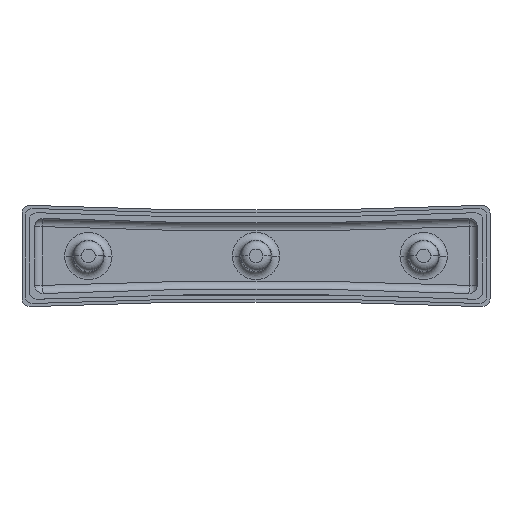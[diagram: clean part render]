
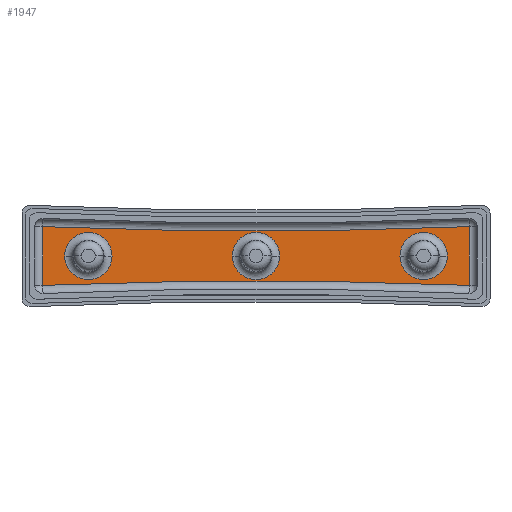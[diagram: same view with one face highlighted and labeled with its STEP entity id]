
A CAD part, top view. The second image highlights one B-rep face of the part: STEP entity #1947.
In plain terms, the highlighted planar face has unit normal (0, 0, 1).
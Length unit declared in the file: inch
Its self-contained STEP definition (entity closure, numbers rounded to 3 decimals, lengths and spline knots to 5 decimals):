
#28 = VERTEX_POINT ( 'NONE', #1841 ) ;
#29 = VECTOR ( 'NONE', #494, 39.37008 ) ;
#31 = FACE_BOUND ( 'NONE', #612, .T. ) ;
#86 = DIRECTION ( 'NONE',  ( 0., 0., -1. ) ) ;
#118 = AXIS2_PLACEMENT_3D ( 'NONE', #245, #1599, #427 ) ;
#175 = CARTESIAN_POINT ( 'NONE',  ( 0., -50.45126, 0.06 ) ) ;
#188 = PLANE ( 'NONE',  #562 ) ;
#211 = VERTEX_POINT ( 'NONE', #1095 ) ;
#245 = CARTESIAN_POINT ( 'NONE',  ( 0., 0., 0.06 ) ) ;
#297 = DIRECTION ( 'NONE',  ( 0., 0., -1. ) ) ;
#298 = VERTEX_POINT ( 'NONE', #862 ) ;
#308 = VERTEX_POINT ( 'NONE', #1711 ) ;
#327 = CARTESIAN_POINT ( 'NONE',  ( 0.23442, 0., 0.06 ) ) ;
#360 = EDGE_CURVE ( 'NONE', #1750, #308, #1420, .T. ) ;
#378 = EDGE_CURVE ( 'NONE', #441, #298, #1431, .T. ) ;
#387 = DIRECTION ( 'NONE',  ( 1., 0., 0. ) ) ;
#427 = DIRECTION ( 'NONE',  ( 1., 0., 0. ) ) ;
#441 = VERTEX_POINT ( 'NONE', #1406 ) ;
#494 = DIRECTION ( 'NONE',  ( 0., 1., 0. ) ) ;
#554 = CARTESIAN_POINT ( 'NONE',  ( 1.66, 0., 0.06 ) ) ;
#562 = AXIS2_PLACEMENT_3D ( 'NONE', #175, #1240, #868 ) ;
#576 = EDGE_CURVE ( 'NONE', #211, #28, #787, .T. ) ;
#611 = ORIENTED_EDGE ( 'NONE', *, *, #1397, .T. ) ;
#612 = EDGE_LOOP ( 'NONE', ( #1782, #812 ) ) ;
#616 = DIRECTION ( 'NONE',  ( 1., 0., 0. ) ) ;
#634 = VERTEX_POINT ( 'NONE', #1658 ) ;
#646 = CARTESIAN_POINT ( 'NONE',  ( 1.66, 0., 0.06 ) ) ;
#661 = DIRECTION ( 'NONE',  ( 1., 0., 0. ) ) ;
#721 = FACE_BOUND ( 'NONE', #2144, .T. ) ;
#736 = ORIENTED_EDGE ( 'NONE', *, *, #378, .T. ) ;
#752 = CARTESIAN_POINT ( 'NONE',  ( 0., 50.45126, 0.06 ) ) ;
#753 = DIRECTION ( 'NONE',  ( 0., 0., -1. ) ) ;
#787 = LINE ( 'NONE', #1808, #29 ) ;
#812 = ORIENTED_EDGE ( 'NONE', *, *, #360, .T. ) ;
#837 = EDGE_CURVE ( 'NONE', #999, #1826, #1846, .T. ) ;
#858 = DIRECTION ( 'NONE',  ( 0., -1., 0. ) ) ;
#862 = CARTESIAN_POINT ( 'NONE',  ( 1.42558, 0., 0.06 ) ) ;
#868 = DIRECTION ( 'NONE',  ( 1., 0., 0. ) ) ;
#883 = AXIS2_PLACEMENT_3D ( 'NONE', #2129, #86, #955 ) ;
#904 = ORIENTED_EDGE ( 'NONE', *, *, #1634, .T. ) ;
#921 = DIRECTION ( 'NONE',  ( 0., 0., -1. ) ) ;
#955 = DIRECTION ( 'NONE',  ( 1., 0., 0. ) ) ;
#996 = DIRECTION ( 'NONE',  ( 0., 0., -1. ) ) ;
#999 = VERTEX_POINT ( 'NONE', #1426 ) ;
#1007 = CARTESIAN_POINT ( 'NONE',  ( -1.89442, 0., 0.06 ) ) ;
#1034 = ORIENTED_EDGE ( 'NONE', *, *, #1545, .T. ) ;
#1037 = CARTESIAN_POINT ( 'NONE',  ( -2.1125, -50.45126, 0.06 ) ) ;
#1057 = AXIS2_PLACEMENT_3D ( 'NONE', #646, #996, #661 ) ;
#1095 = CARTESIAN_POINT ( 'NONE',  ( 2.1125, -0.29073, 0.06 ) ) ;
#1155 = AXIS2_PLACEMENT_3D ( 'NONE', #554, #1893, #387 ) ;
#1240 = DIRECTION ( 'NONE',  ( 0., 0., 1. ) ) ;
#1257 = CIRCLE ( 'NONE', #1364, 0.23442 ) ;
#1267 = EDGE_CURVE ( 'NONE', #2125, #634, #1815, .T. ) ;
#1277 = ORIENTED_EDGE ( 'NONE', *, *, #837, .T. ) ;
#1285 = CARTESIAN_POINT ( 'NONE',  ( -1.66, 0., 0.06 ) ) ;
#1310 = DIRECTION ( 'NONE',  ( 1., 0., 0. ) ) ;
#1364 = AXIS2_PLACEMENT_3D ( 'NONE', #1285, #297, #1310 ) ;
#1397 = EDGE_CURVE ( 'NONE', #634, #2125, #2036, .T. ) ;
#1404 = EDGE_CURVE ( 'NONE', #308, #1750, #1257, .T. ) ;
#1405 = FACE_BOUND ( 'NONE', #2088, .T. ) ;
#1406 = CARTESIAN_POINT ( 'NONE',  ( 1.89442, 0., 0.06 ) ) ;
#1419 = CARTESIAN_POINT ( 'NONE',  ( 0., 0., 0.06 ) ) ;
#1420 = CIRCLE ( 'NONE', #1814, 0.23442 ) ;
#1426 = CARTESIAN_POINT ( 'NONE',  ( -2.1125, 0.29073, 0.06 ) ) ;
#1431 = CIRCLE ( 'NONE', #1155, 0.23442 ) ;
#1545 = EDGE_CURVE ( 'NONE', #1826, #211, #2020, .T. ) ;
#1547 = EDGE_LOOP ( 'NONE', ( #1034, #1822, #904, #1277 ) ) ;
#1560 = CIRCLE ( 'NONE', #1870, 50.205 ) ;
#1571 = FACE_OUTER_BOUND ( 'NONE', #1547, .T. ) ;
#1599 = DIRECTION ( 'NONE',  ( 0., 0., -1. ) ) ;
#1634 = EDGE_CURVE ( 'NONE', #28, #999, #1560, .T. ) ;
#1643 = CARTESIAN_POINT ( 'NONE',  ( -2.1125, -0.29073, 0.06 ) ) ;
#1658 = CARTESIAN_POINT ( 'NONE',  ( -0.23442, 0., 0.06 ) ) ;
#1711 = CARTESIAN_POINT ( 'NONE',  ( -1.42558, 0., 0.06 ) ) ;
#1717 = VECTOR ( 'NONE', #858, 39.37008 ) ;
#1730 = DIRECTION ( 'NONE',  ( 0., 0., -1. ) ) ;
#1738 = DIRECTION ( 'NONE',  ( 1., 0., 0. ) ) ;
#1750 = VERTEX_POINT ( 'NONE', #1007 ) ;
#1759 = ORIENTED_EDGE ( 'NONE', *, *, #1267, .T. ) ;
#1779 = EDGE_CURVE ( 'NONE', #298, #441, #1902, .T. ) ;
#1782 = ORIENTED_EDGE ( 'NONE', *, *, #1404, .T. ) ;
#1808 = CARTESIAN_POINT ( 'NONE',  ( 2.1125, -50.45126, 0.06 ) ) ;
#1814 = AXIS2_PLACEMENT_3D ( 'NONE', #1915, #1730, #2062 ) ;
#1815 = CIRCLE ( 'NONE', #2179, 0.23442 ) ;
#1822 = ORIENTED_EDGE ( 'NONE', *, *, #576, .T. ) ;
#1826 = VERTEX_POINT ( 'NONE', #1643 ) ;
#1841 = CARTESIAN_POINT ( 'NONE',  ( 2.1125, 0.29073, 0.06 ) ) ;
#1846 = LINE ( 'NONE', #1037, #1717 ) ;
#1853 = ORIENTED_EDGE ( 'NONE', *, *, #1779, .T. ) ;
#1870 = AXIS2_PLACEMENT_3D ( 'NONE', #752, #921, #616 ) ;
#1893 = DIRECTION ( 'NONE',  ( 0., 0., -1. ) ) ;
#1902 = CIRCLE ( 'NONE', #1057, 0.23442 ) ;
#1915 = CARTESIAN_POINT ( 'NONE',  ( -1.66, 0., 0.06 ) ) ;
#1947 = ADVANCED_FACE ( 'NONE', ( #1571, #31, #721, #1405 ), #188, .T. ) ;
#2020 = CIRCLE ( 'NONE', #883, 50.205 ) ;
#2036 = CIRCLE ( 'NONE', #118, 0.23442 ) ;
#2062 = DIRECTION ( 'NONE',  ( 1., 0., 0. ) ) ;
#2088 = EDGE_LOOP ( 'NONE', ( #736, #1853 ) ) ;
#2125 = VERTEX_POINT ( 'NONE', #327 ) ;
#2129 = CARTESIAN_POINT ( 'NONE',  ( 0., -50.45126, 0.06 ) ) ;
#2144 = EDGE_LOOP ( 'NONE', ( #1759, #611 ) ) ;
#2179 = AXIS2_PLACEMENT_3D ( 'NONE', #1419, #753, #1738 ) ;
